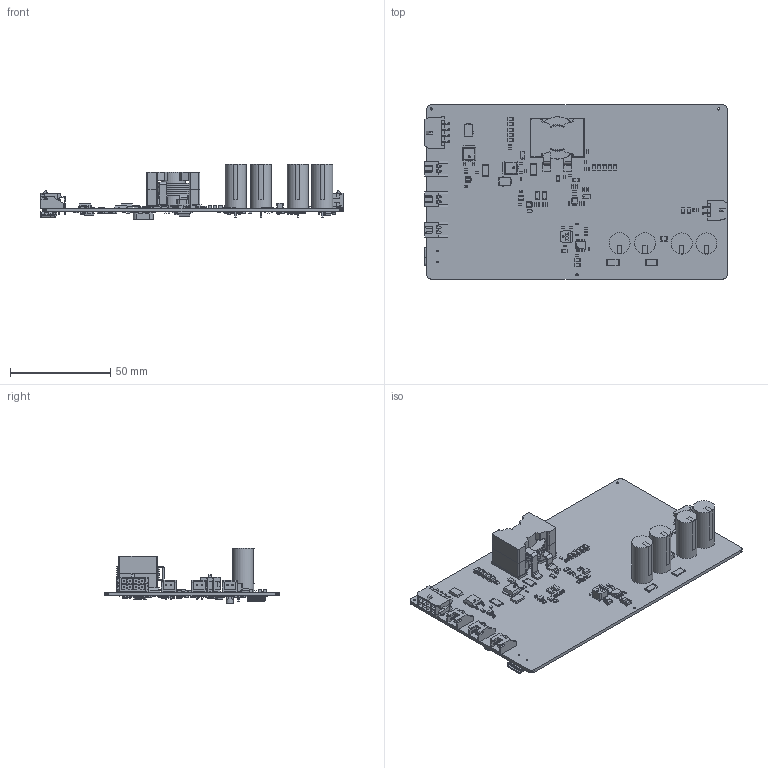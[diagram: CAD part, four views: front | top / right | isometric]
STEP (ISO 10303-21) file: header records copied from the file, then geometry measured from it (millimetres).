
FILE_DESCRIPTION(/* description */ (''),/* implementation_level */ '2;1');
FILE_NAME(/* name */ 'PC-02 P-02 Motherboard v2.step',/* time_stamp */ '2024-05-18T22:43:16-06:00',/* author */ (''),/* organization */ (''),/* preprocessor_version */ 'ST-DEVELOPER v20',/* originating_system */ 'Autodesk Translation Framework v13.14.0.145',/* authorisation */ '');
FILE_SCHEMA (('AUTOMOTIVE_DESIGN { 1 0 10303 214 3 1 1 }'));
Length unit declared in the file: millimetre
Products named in the file (66): PC-02 P-02 Motherboard; PQ2617BHA; COMPOUND; 430450822; COMPOUND (1); L_TDK_VLS6045EX; COMPOUND (2); TSOP6F; COMPOUND (4); VSSOP-10_3x3mm_P0.5mm; SOLID (6); L_1210_3225Metric; SOLID (8); R_1206_3216Metric; SOLID (1); S2B-XH-A-1; COMPOUND (3); SOIC-8-1EP_3.9x4.9mm_P1.27mm_EP2.35x2.35mm; SOLID (9); TO-277A; SOLID (4); R_2512_6332Metric; SOLID (7); SOT-23-6; SOLID (5); 430450400; COMPOUND (8); CR_M384A_VIS; COMPOUND (5); CAP_YX_10X20_RUB; COMPOUND (6); C_1206_3216Metric; SOLID (2); TO-252-2; COMPOUND (7); QFN-56-1EP_7x7mm_P0.4mm_EP3.2x3.2mm; SOLID (13); SOT-363_SC-70-6; SOLID (14); SOIC-8_3.9x4.9mm_P1.27mm ...
Assembly tree (243 placements, depth 3):
  PC-02 P-02 Motherboard
    PQ2617BHA
      COMPOUND
    430450822
      COMPOUND (1)
    L_TDK_VLS6045EX
      COMPOUND (2)
    C_0603_1608Metric  x63
      SOLID
    S2B-XH-A-1  x3
      COMPOUND (3)
    R_1206_3216Metric  x2
      SOLID (1)
    C_1206_3216Metric  x15
      SOLID (2)
    R_0603_1608Metric  x78
      SOLID (3)
    TO-277A  x2
      SOLID (4)
    SOT-23-6  x2
      SOLID (5)
    TSOP6F
      COMPOUND (4)
    CR_M384A_VIS  x4
      COMPOUND (5)
    VSSOP-10_3x3mm_P0.5mm
      SOLID (6)
    CAP_YX_10X20_RUB  x4
      COMPOUND (6)
    R_2512_6332Metric  x4
      SOLID (7)
    L_1210_3225Metric
      SOLID (8)
    TO-252-2  x3
      COMPOUND (7)
    SOIC-8-1EP_3.9x4.9mm_P1.27mm_EP2.35x2.35mm
      SOLID (9)
    430450400
      COMPOUND (8)
    MSMP package  x2
      SOLID (10)
    SOT-353_SC-70-5  x3
      SOLID (11)
    SOT-23  x4
      SOLID (12)
    QFN-56-1EP_7x7mm_P0.4mm_EP3.2x3.2mm
      SOLID (13)
    SOT-363_SC-70-6  x2
      SOLID (14)
    VSSOP-8_3.0x3.0mm_P0.65mm  x3
      SOLID (15)
    SOIC-8_3.9x4.9mm_P1.27mm
      SOLID (16)
    EVQ-P7A01P
      COMPOUND (9)
    WSON-8-1EP_2x2mm_P0.5mm_EP0.9x1.6mm
      SOLID (17)
    SOT-223
      SOLID (18)
    Crystal_SMD_HC49-SD
Bounding box: 151 x 87 x 27.73 mm (x, y, z)
Volume: 39016.9 mm3; surface area: 47826.1 mm2
Topology: 270 solids, 270 shells, 10288 faces, 26982 edges, 17440 vertices
Faces by surface type: plane 7644, cylinder 2578, cone 24, torus 20, bspline 14, sphere 8
Full cylindrical faces by diameter (mm): 0.18 x4, 0.25 x5, 0.3 x1, 0.4 x1, 0.6 x2, 0.61 x8, 0.65 x2, 0.889 x6, 1 x11, 1.016 x12, 1.153 x3, 2.413 x2, 3 x1, 10.49 x4, 12 x2
Entity records: 148372 total; most frequent: CARTESIAN_POINT 30071, ORIENTED_EDGE 24172, DIRECTION 23079, EDGE_CURVE 12086, LINE 10321, VECTOR 10321, VERTEX_POINT 7798, AXIS2_PLACEMENT_3D 6379
